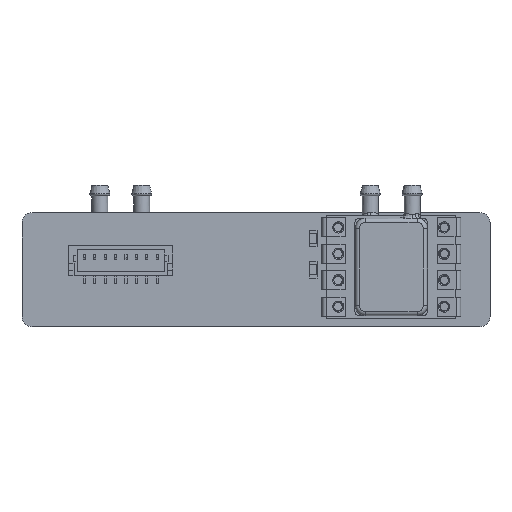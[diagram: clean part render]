
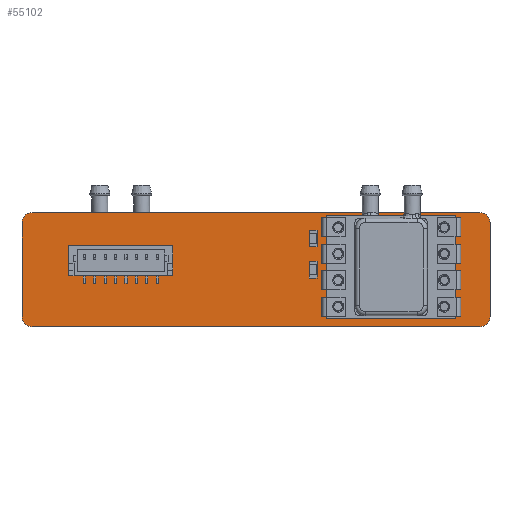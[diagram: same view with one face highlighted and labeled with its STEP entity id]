
A CAD part, top view. The second image highlights one B-rep face of the part: STEP entity #55102.
In plain terms, the highlighted planar face has unit normal (0, 0, 1).
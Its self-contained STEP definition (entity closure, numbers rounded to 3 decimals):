
#54472 = VERTEX_POINT('',#54473);
#54473 = CARTESIAN_POINT('',(-22.5,-10.,1.59));
#54480 = CYLINDRICAL_SURFACE('',#54481,1.);
#54481 = AXIS2_PLACEMENT_3D('',#54482,#54483,#54484);
#54482 = CARTESIAN_POINT('',(-21.5,-10.,0.));
#54483 = DIRECTION('',(-0.,-0.,-1.));
#54484 = DIRECTION('',(1.,0.,-0.));
#54492 = PLANE('',#54493);
#54493 = AXIS2_PLACEMENT_3D('',#54494,#54495,#54496);
#54494 = CARTESIAN_POINT('',(-22.5,-10.,0.));
#54495 = DIRECTION('',(-1.,0.,0.));
#54496 = DIRECTION('',(0.,1.,0.));
#54504 = EDGE_CURVE('',#54472,#54505,#54507,.T.);
#54505 = VERTEX_POINT('',#54506);
#54506 = CARTESIAN_POINT('',(-21.5,-11.,1.59));
#54507 = SURFACE_CURVE('',#54508,(#54513,#54520),.PCURVE_S1.);
#54508 = CIRCLE('',#54509,1.);
#54509 = AXIS2_PLACEMENT_3D('',#54510,#54511,#54512);
#54510 = CARTESIAN_POINT('',(-21.5,-10.,1.59));
#54511 = DIRECTION('',(0.,0.,1.));
#54512 = DIRECTION('',(1.,0.,-0.));
#54513 = PCURVE('',#54480,#54514);
#54514 = DEFINITIONAL_REPRESENTATION('',(#54515),#54519);
#54515 = LINE('',#54516,#54517);
#54516 = CARTESIAN_POINT('',(-0.,-1.59));
#54517 = VECTOR('',#54518,1.);
#54518 = DIRECTION('',(-1.,0.));
#54519 = ( GEOMETRIC_REPRESENTATION_CONTEXT(2) 
PARAMETRIC_REPRESENTATION_CONTEXT() REPRESENTATION_CONTEXT('2D SPACE',''
  ) );
#54520 = PCURVE('',#54521,#54526);
#54521 = PLANE('',#54522);
#54522 = AXIS2_PLACEMENT_3D('',#54523,#54524,#54525);
#54523 = CARTESIAN_POINT('',(0.,-5.5,1.59));
#54524 = DIRECTION('',(0.,0.,1.));
#54525 = DIRECTION('',(1.,0.,-0.));
#54526 = DEFINITIONAL_REPRESENTATION('',(#54527),#54531);
#54527 = CIRCLE('',#54528,1.);
#54528 = AXIS2_PLACEMENT_2D('',#54529,#54530);
#54529 = CARTESIAN_POINT('',(-21.5,-4.5));
#54530 = DIRECTION('',(1.,0.));
#54531 = ( GEOMETRIC_REPRESENTATION_CONTEXT(2) 
PARAMETRIC_REPRESENTATION_CONTEXT() REPRESENTATION_CONTEXT('2D SPACE',''
  ) );
#54549 = PLANE('',#54550);
#54550 = AXIS2_PLACEMENT_3D('',#54551,#54552,#54553);
#54551 = CARTESIAN_POINT('',(21.5,-11.,0.));
#54552 = DIRECTION('',(0.,-1.,0.));
#54553 = DIRECTION('',(-1.,0.,0.));
#54592 = EDGE_CURVE('',#54472,#54593,#54595,.T.);
#54593 = VERTEX_POINT('',#54594);
#54594 = CARTESIAN_POINT('',(-22.5,-1.,1.59));
#54595 = SURFACE_CURVE('',#54596,(#54600,#54607),.PCURVE_S1.);
#54596 = LINE('',#54597,#54598);
#54597 = CARTESIAN_POINT('',(-22.5,-10.,1.59));
#54598 = VECTOR('',#54599,1.);
#54599 = DIRECTION('',(0.,1.,0.));
#54600 = PCURVE('',#54492,#54601);
#54601 = DEFINITIONAL_REPRESENTATION('',(#54602),#54606);
#54602 = LINE('',#54603,#54604);
#54603 = CARTESIAN_POINT('',(0.,-1.59));
#54604 = VECTOR('',#54605,1.);
#54605 = DIRECTION('',(1.,0.));
#54606 = ( GEOMETRIC_REPRESENTATION_CONTEXT(2) 
PARAMETRIC_REPRESENTATION_CONTEXT() REPRESENTATION_CONTEXT('2D SPACE',''
  ) );
#54607 = PCURVE('',#54521,#54608);
#54608 = DEFINITIONAL_REPRESENTATION('',(#54609),#54613);
#54609 = LINE('',#54610,#54611);
#54610 = CARTESIAN_POINT('',(-22.5,-4.5));
#54611 = VECTOR('',#54612,1.);
#54612 = DIRECTION('',(0.,1.));
#54613 = ( GEOMETRIC_REPRESENTATION_CONTEXT(2) 
PARAMETRIC_REPRESENTATION_CONTEXT() REPRESENTATION_CONTEXT('2D SPACE',''
  ) );
#54631 = CYLINDRICAL_SURFACE('',#54632,1.);
#54632 = AXIS2_PLACEMENT_3D('',#54633,#54634,#54635);
#54633 = CARTESIAN_POINT('',(-21.5,-1.,0.));
#54634 = DIRECTION('',(-0.,-0.,-1.));
#54635 = DIRECTION('',(1.,0.,-0.));
#54670 = VERTEX_POINT('',#54671);
#54671 = CARTESIAN_POINT('',(-21.5,0.,1.59));
#54685 = PLANE('',#54686);
#54686 = AXIS2_PLACEMENT_3D('',#54687,#54688,#54689);
#54687 = CARTESIAN_POINT('',(-21.5,0.,0.));
#54688 = DIRECTION('',(0.,1.,0.));
#54689 = DIRECTION('',(1.,0.,0.));
#54697 = EDGE_CURVE('',#54670,#54593,#54698,.T.);
#54698 = SURFACE_CURVE('',#54699,(#54704,#54711),.PCURVE_S1.);
#54699 = CIRCLE('',#54700,1.);
#54700 = AXIS2_PLACEMENT_3D('',#54701,#54702,#54703);
#54701 = CARTESIAN_POINT('',(-21.5,-1.,1.59));
#54702 = DIRECTION('',(0.,0.,1.));
#54703 = DIRECTION('',(1.,0.,-0.));
#54704 = PCURVE('',#54631,#54705);
#54705 = DEFINITIONAL_REPRESENTATION('',(#54706),#54710);
#54706 = LINE('',#54707,#54708);
#54707 = CARTESIAN_POINT('',(-0.,-1.59));
#54708 = VECTOR('',#54709,1.);
#54709 = DIRECTION('',(-1.,0.));
#54710 = ( GEOMETRIC_REPRESENTATION_CONTEXT(2) 
PARAMETRIC_REPRESENTATION_CONTEXT() REPRESENTATION_CONTEXT('2D SPACE',''
  ) );
#54711 = PCURVE('',#54521,#54712);
#54712 = DEFINITIONAL_REPRESENTATION('',(#54713),#54717);
#54713 = CIRCLE('',#54714,1.);
#54714 = AXIS2_PLACEMENT_2D('',#54715,#54716);
#54715 = CARTESIAN_POINT('',(-21.5,4.5));
#54716 = DIRECTION('',(1.,0.));
#54717 = ( GEOMETRIC_REPRESENTATION_CONTEXT(2) 
PARAMETRIC_REPRESENTATION_CONTEXT() REPRESENTATION_CONTEXT('2D SPACE',''
  ) );
#54746 = EDGE_CURVE('',#54670,#54747,#54749,.T.);
#54747 = VERTEX_POINT('',#54748);
#54748 = CARTESIAN_POINT('',(21.5,0.,1.59));
#54749 = SURFACE_CURVE('',#54750,(#54754,#54761),.PCURVE_S1.);
#54750 = LINE('',#54751,#54752);
#54751 = CARTESIAN_POINT('',(-21.5,0.,1.59));
#54752 = VECTOR('',#54753,1.);
#54753 = DIRECTION('',(1.,0.,0.));
#54754 = PCURVE('',#54685,#54755);
#54755 = DEFINITIONAL_REPRESENTATION('',(#54756),#54760);
#54756 = LINE('',#54757,#54758);
#54757 = CARTESIAN_POINT('',(0.,-1.59));
#54758 = VECTOR('',#54759,1.);
#54759 = DIRECTION('',(1.,0.));
#54760 = ( GEOMETRIC_REPRESENTATION_CONTEXT(2) 
PARAMETRIC_REPRESENTATION_CONTEXT() REPRESENTATION_CONTEXT('2D SPACE',''
  ) );
#54761 = PCURVE('',#54521,#54762);
#54762 = DEFINITIONAL_REPRESENTATION('',(#54763),#54767);
#54763 = LINE('',#54764,#54765);
#54764 = CARTESIAN_POINT('',(-21.5,5.5));
#54765 = VECTOR('',#54766,1.);
#54766 = DIRECTION('',(1.,0.));
#54767 = ( GEOMETRIC_REPRESENTATION_CONTEXT(2) 
PARAMETRIC_REPRESENTATION_CONTEXT() REPRESENTATION_CONTEXT('2D SPACE',''
  ) );
#54785 = CYLINDRICAL_SURFACE('',#54786,1.);
#54786 = AXIS2_PLACEMENT_3D('',#54787,#54788,#54789);
#54787 = CARTESIAN_POINT('',(21.5,-1.,0.));
#54788 = DIRECTION('',(-0.,-0.,-1.));
#54789 = DIRECTION('',(1.,0.,-0.));
#54824 = VERTEX_POINT('',#54825);
#54825 = CARTESIAN_POINT('',(22.5,-1.,1.59));
#54839 = PLANE('',#54840);
#54840 = AXIS2_PLACEMENT_3D('',#54841,#54842,#54843);
#54841 = CARTESIAN_POINT('',(22.5,-1.,0.));
#54842 = DIRECTION('',(1.,0.,-0.));
#54843 = DIRECTION('',(0.,-1.,0.));
#54851 = EDGE_CURVE('',#54824,#54747,#54852,.T.);
#54852 = SURFACE_CURVE('',#54853,(#54858,#54865),.PCURVE_S1.);
#54853 = CIRCLE('',#54854,1.);
#54854 = AXIS2_PLACEMENT_3D('',#54855,#54856,#54857);
#54855 = CARTESIAN_POINT('',(21.5,-1.,1.59));
#54856 = DIRECTION('',(0.,0.,1.));
#54857 = DIRECTION('',(1.,0.,-0.));
#54858 = PCURVE('',#54785,#54859);
#54859 = DEFINITIONAL_REPRESENTATION('',(#54860),#54864);
#54860 = LINE('',#54861,#54862);
#54861 = CARTESIAN_POINT('',(-0.,-1.59));
#54862 = VECTOR('',#54863,1.);
#54863 = DIRECTION('',(-1.,0.));
#54864 = ( GEOMETRIC_REPRESENTATION_CONTEXT(2) 
PARAMETRIC_REPRESENTATION_CONTEXT() REPRESENTATION_CONTEXT('2D SPACE',''
  ) );
#54865 = PCURVE('',#54521,#54866);
#54866 = DEFINITIONAL_REPRESENTATION('',(#54867),#54871);
#54867 = CIRCLE('',#54868,1.);
#54868 = AXIS2_PLACEMENT_2D('',#54869,#54870);
#54869 = CARTESIAN_POINT('',(21.5,4.5));
#54870 = DIRECTION('',(1.,0.));
#54871 = ( GEOMETRIC_REPRESENTATION_CONTEXT(2) 
PARAMETRIC_REPRESENTATION_CONTEXT() REPRESENTATION_CONTEXT('2D SPACE',''
  ) );
#54900 = EDGE_CURVE('',#54824,#54901,#54903,.T.);
#54901 = VERTEX_POINT('',#54902);
#54902 = CARTESIAN_POINT('',(22.5,-10.,1.59));
#54903 = SURFACE_CURVE('',#54904,(#54908,#54915),.PCURVE_S1.);
#54904 = LINE('',#54905,#54906);
#54905 = CARTESIAN_POINT('',(22.5,-1.,1.59));
#54906 = VECTOR('',#54907,1.);
#54907 = DIRECTION('',(0.,-1.,0.));
#54908 = PCURVE('',#54839,#54909);
#54909 = DEFINITIONAL_REPRESENTATION('',(#54910),#54914);
#54910 = LINE('',#54911,#54912);
#54911 = CARTESIAN_POINT('',(0.,-1.59));
#54912 = VECTOR('',#54913,1.);
#54913 = DIRECTION('',(1.,0.));
#54914 = ( GEOMETRIC_REPRESENTATION_CONTEXT(2) 
PARAMETRIC_REPRESENTATION_CONTEXT() REPRESENTATION_CONTEXT('2D SPACE',''
  ) );
#54915 = PCURVE('',#54521,#54916);
#54916 = DEFINITIONAL_REPRESENTATION('',(#54917),#54921);
#54917 = LINE('',#54918,#54919);
#54918 = CARTESIAN_POINT('',(22.5,4.5));
#54919 = VECTOR('',#54920,1.);
#54920 = DIRECTION('',(0.,-1.));
#54921 = ( GEOMETRIC_REPRESENTATION_CONTEXT(2) 
PARAMETRIC_REPRESENTATION_CONTEXT() REPRESENTATION_CONTEXT('2D SPACE',''
  ) );
#54939 = CYLINDRICAL_SURFACE('',#54940,1.);
#54940 = AXIS2_PLACEMENT_3D('',#54941,#54942,#54943);
#54941 = CARTESIAN_POINT('',(21.5,-10.,0.));
#54942 = DIRECTION('',(-0.,-0.,-1.));
#54943 = DIRECTION('',(1.,0.,-0.));
#54978 = VERTEX_POINT('',#54979);
#54979 = CARTESIAN_POINT('',(21.5,-11.,1.59));
#55000 = EDGE_CURVE('',#54978,#54901,#55001,.T.);
#55001 = SURFACE_CURVE('',#55002,(#55007,#55014),.PCURVE_S1.);
#55002 = CIRCLE('',#55003,1.);
#55003 = AXIS2_PLACEMENT_3D('',#55004,#55005,#55006);
#55004 = CARTESIAN_POINT('',(21.5,-10.,1.59));
#55005 = DIRECTION('',(0.,0.,1.));
#55006 = DIRECTION('',(1.,0.,-0.));
#55007 = PCURVE('',#54939,#55008);
#55008 = DEFINITIONAL_REPRESENTATION('',(#55009),#55013);
#55009 = LINE('',#55010,#55011);
#55010 = CARTESIAN_POINT('',(-0.,-1.59));
#55011 = VECTOR('',#55012,1.);
#55012 = DIRECTION('',(-1.,0.));
#55013 = ( GEOMETRIC_REPRESENTATION_CONTEXT(2) 
PARAMETRIC_REPRESENTATION_CONTEXT() REPRESENTATION_CONTEXT('2D SPACE',''
  ) );
#55014 = PCURVE('',#54521,#55015);
#55015 = DEFINITIONAL_REPRESENTATION('',(#55016),#55020);
#55016 = CIRCLE('',#55017,1.);
#55017 = AXIS2_PLACEMENT_2D('',#55018,#55019);
#55018 = CARTESIAN_POINT('',(21.5,-4.5));
#55019 = DIRECTION('',(1.,0.));
#55020 = ( GEOMETRIC_REPRESENTATION_CONTEXT(2) 
PARAMETRIC_REPRESENTATION_CONTEXT() REPRESENTATION_CONTEXT('2D SPACE',''
  ) );
#55049 = EDGE_CURVE('',#54978,#54505,#55050,.T.);
#55050 = SURFACE_CURVE('',#55051,(#55055,#55062),.PCURVE_S1.);
#55051 = LINE('',#55052,#55053);
#55052 = CARTESIAN_POINT('',(21.5,-11.,1.59));
#55053 = VECTOR('',#55054,1.);
#55054 = DIRECTION('',(-1.,0.,0.));
#55055 = PCURVE('',#54549,#55056);
#55056 = DEFINITIONAL_REPRESENTATION('',(#55057),#55061);
#55057 = LINE('',#55058,#55059);
#55058 = CARTESIAN_POINT('',(0.,-1.59));
#55059 = VECTOR('',#55060,1.);
#55060 = DIRECTION('',(1.,0.));
#55061 = ( GEOMETRIC_REPRESENTATION_CONTEXT(2) 
PARAMETRIC_REPRESENTATION_CONTEXT() REPRESENTATION_CONTEXT('2D SPACE',''
  ) );
#55062 = PCURVE('',#54521,#55063);
#55063 = DEFINITIONAL_REPRESENTATION('',(#55064),#55068);
#55064 = LINE('',#55065,#55066);
#55065 = CARTESIAN_POINT('',(21.5,-5.5));
#55066 = VECTOR('',#55067,1.);
#55067 = DIRECTION('',(-1.,0.));
#55068 = ( GEOMETRIC_REPRESENTATION_CONTEXT(2) 
PARAMETRIC_REPRESENTATION_CONTEXT() REPRESENTATION_CONTEXT('2D SPACE',''
  ) );
#55102 = ADVANCED_FACE('',(#55103),#54521,.T.);
#55103 = FACE_BOUND('',#55104,.T.);
#55104 = EDGE_LOOP('',(#55105,#55106,#55107,#55108,#55109,#55110,#55111,
    #55112));
#55105 = ORIENTED_EDGE('',*,*,#54504,.T.);
#55106 = ORIENTED_EDGE('',*,*,#55049,.F.);
#55107 = ORIENTED_EDGE('',*,*,#55000,.T.);
#55108 = ORIENTED_EDGE('',*,*,#54900,.F.);
#55109 = ORIENTED_EDGE('',*,*,#54851,.T.);
#55110 = ORIENTED_EDGE('',*,*,#54746,.F.);
#55111 = ORIENTED_EDGE('',*,*,#54697,.T.);
#55112 = ORIENTED_EDGE('',*,*,#54592,.F.);
